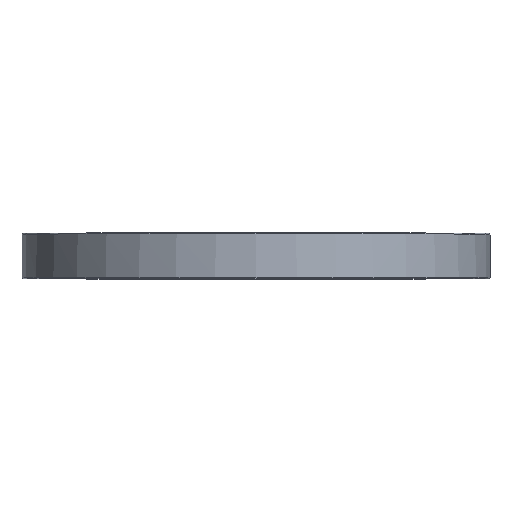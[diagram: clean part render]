
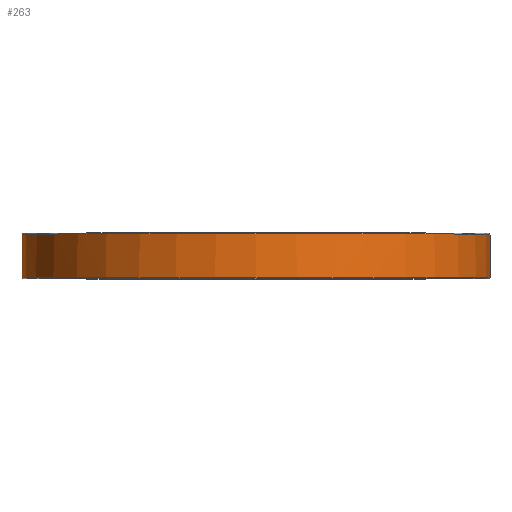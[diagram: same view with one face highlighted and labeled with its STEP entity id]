
A CAD part, top view. The second image highlights one B-rep face of the part: STEP entity #263.
In plain terms, the highlighted cylindrical face has radius 126.594 mm (diameter 253.187 mm), a partial arc.
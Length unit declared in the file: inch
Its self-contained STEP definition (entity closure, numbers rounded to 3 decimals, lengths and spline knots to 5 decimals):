
#39 = CARTESIAN_POINT ( 'NONE',  ( 4.984, -0.464, 0. ) ) ;
#54 = AXIS2_PLACEMENT_3D ( 'NONE', #799, #724, #687 ) ;
#246 = AXIS2_PLACEMENT_3D ( 'NONE', #1411, #1402, #1389 ) ;
#263 = ADVANCED_FACE ( 'NONE', ( #346 ), #335, .T. ) ;
#335 = CYLINDRICAL_SURFACE ( 'NONE', #773, 4.984 ) ;
#346 = FACE_OUTER_BOUND ( 'NONE', #1361, .T. ) ;
#657 = CARTESIAN_POINT ( 'NONE',  ( -4.984, 0.484, 0. ) ) ;
#687 = DIRECTION ( 'NONE',  ( -1., 0., 0. ) ) ;
#724 = DIRECTION ( 'NONE',  ( 0., -1., 0. ) ) ;
#740 = VERTEX_POINT ( 'NONE', #39 ) ;
#773 = AXIS2_PLACEMENT_3D ( 'NONE', #2258, #2377, #2110 ) ;
#799 = CARTESIAN_POINT ( 'NONE',  ( 0., 0.464, 0. ) ) ;
#802 = VERTEX_POINT ( 'NONE', #3047 ) ;
#821 = VERTEX_POINT ( 'NONE', #1073 ) ;
#824 = DIRECTION ( 'NONE',  ( 0., 1., 0. ) ) ;
#833 = EDGE_CURVE ( 'NONE', #839, #1096, #2650, .T. ) ;
#839 = VERTEX_POINT ( 'NONE', #1896 ) ;
#921 = EDGE_CURVE ( 'NONE', #821, #802, #2029, .T. ) ;
#1073 = CARTESIAN_POINT ( 'NONE',  ( 4.984, 0.439, 0. ) ) ;
#1096 = VERTEX_POINT ( 'NONE', #2250 ) ;
#1181 = DIRECTION ( 'NONE',  ( 0., 1., 0. ) ) ;
#1361 = EDGE_LOOP ( 'NONE', ( #1677, #1682, #1685, #1686, #1690, #1692 ) ) ;
#1389 = DIRECTION ( 'NONE',  ( 1., 0., 0. ) ) ;
#1402 = DIRECTION ( 'NONE',  ( 0., 1., 0. ) ) ;
#1411 = CARTESIAN_POINT ( 'NONE',  ( 0., -0.464, 0. ) ) ;
#1434 = CARTESIAN_POINT ( 'NONE',  ( 4.984, 0.484, 0. ) ) ;
#1470 = EDGE_CURVE ( 'NONE', #2712, #740, #2329, .T. ) ;
#1487 = EDGE_CURVE ( 'NONE', #740, #821, #2299, .T. ) ;
#1546 = EDGE_CURVE ( 'NONE', #802, #839, #2285, .T. ) ;
#1554 = EDGE_CURVE ( 'NONE', #2712, #1096, #2282, .T. ) ;
#1677 = ORIENTED_EDGE ( 'NONE', *, *, #1470, .T. ) ;
#1682 = ORIENTED_EDGE ( 'NONE', *, *, #1487, .T. ) ;
#1685 = ORIENTED_EDGE ( 'NONE', *, *, #921, .T. ) ;
#1686 = ORIENTED_EDGE ( 'NONE', *, *, #1546, .T. ) ;
#1690 = ORIENTED_EDGE ( 'NONE', *, *, #833, .T. ) ;
#1692 = ORIENTED_EDGE ( 'NONE', *, *, #1554, .F. ) ;
#1896 = CARTESIAN_POINT ( 'NONE',  ( -4.98365, 0.464, 0.0594 ) ) ;
#2017 = CARTESIAN_POINT ( 'NONE',  ( -4.98382, 0.45031, 0.04221 ) ) ;
#2029 = B_SPLINE_CURVE_WITH_KNOTS ( 'NONE', 3,
 ( #2400, #2375, #2363, #2348, #2338, #2327, #2315, #2305 ),
 .UNSPECIFIED., .F., .F.,
 ( 4, 2, 2, 4 ),
 ( 0.00167, 0.00251, 0.00293, 0.00334 ),
 .UNSPECIFIED. ) ;
#2079 = CARTESIAN_POINT ( 'NONE',  ( -4.984, -0.464, 0. ) ) ;
#2110 = DIRECTION ( 'NONE',  ( -1., 0., 0. ) ) ;
#2236 = CARTESIAN_POINT ( 'NONE',  ( -4.98365, 0.464, 0.0594 ) ) ;
#2250 = CARTESIAN_POINT ( 'NONE',  ( -4.984, 0.439, 0. ) ) ;
#2258 = CARTESIAN_POINT ( 'NONE',  ( 0., 0.484, 0. ) ) ;
#2267 = VECTOR ( 'NONE', #824, 39.37008 ) ;
#2282 = LINE ( 'NONE', #657, #2267 ) ;
#2285 = CIRCLE ( 'NONE', #54, 4.984 ) ;
#2295 = VECTOR ( 'NONE', #1181, 39.37008 ) ;
#2299 = LINE ( 'NONE', #1434, #2295 ) ;
#2305 = CARTESIAN_POINT ( 'NONE',  ( 4.98365, 0.464, 0.0594 ) ) ;
#2315 = CARTESIAN_POINT ( 'NONE',  ( 4.98369, 0.46002, 0.05551 ) ) ;
#2327 = CARTESIAN_POINT ( 'NONE',  ( 4.98374, 0.45648, 0.05128 ) ) ;
#2329 = CIRCLE ( 'NONE', #246, 4.984 ) ;
#2338 = CARTESIAN_POINT ( 'NONE',  ( 4.98382, 0.45025, 0.04213 ) ) ;
#2348 = CARTESIAN_POINT ( 'NONE',  ( 4.98386, 0.4476, 0.03723 ) ) ;
#2363 = CARTESIAN_POINT ( 'NONE',  ( 4.98396, 0.44123, 0.02206 ) ) ;
#2375 = CARTESIAN_POINT ( 'NONE',  ( 4.984, 0.439, 0.01098 ) ) ;
#2377 = DIRECTION ( 'NONE',  ( 0., 1., 0. ) ) ;
#2400 = CARTESIAN_POINT ( 'NONE',  ( 4.984, 0.439, 0. ) ) ;
#2650 = B_SPLINE_CURVE_WITH_KNOTS ( 'NONE', 3,
 ( #2236, #3129, #2921, #2017, #2854, #2773, #2782, #2883, #2755, #2681 ),
 .UNSPECIFIED., .F., .F.,
 ( 4, 2, 2, 2, 4 ),
 ( 0., 0.00042, 0.00084, 0.00125, 0.00167 ),
 .UNSPECIFIED. ) ;
#2681 = CARTESIAN_POINT ( 'NONE',  ( -4.984, 0.439, 0. ) ) ;
#2712 = VERTEX_POINT ( 'NONE', #2079 ) ;
#2755 = CARTESIAN_POINT ( 'NONE',  ( -4.984, 0.439, 0.00549 ) ) ;
#2773 = CARTESIAN_POINT ( 'NONE',  ( -4.98393, 0.44335, 0.02712 ) ) ;
#2782 = CARTESIAN_POINT ( 'NONE',  ( -4.98395, 0.44174, 0.02188 ) ) ;
#2854 = CARTESIAN_POINT ( 'NONE',  ( -4.98386, 0.44763, 0.0373 ) ) ;
#2883 = CARTESIAN_POINT ( 'NONE',  ( -4.98399, 0.43956, 0.01107 ) ) ;
#2921 = CARTESIAN_POINT ( 'NONE',  ( -4.98374, 0.45649, 0.05129 ) ) ;
#3047 = CARTESIAN_POINT ( 'NONE',  ( 4.98365, 0.464, 0.0594 ) ) ;
#3129 = CARTESIAN_POINT ( 'NONE',  ( -4.98369, 0.46002, 0.05551 ) ) ;
